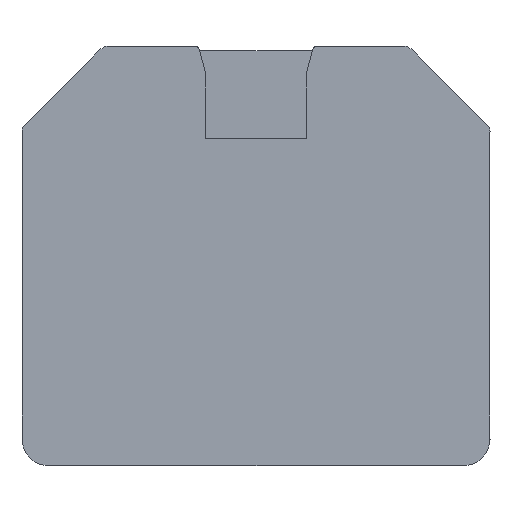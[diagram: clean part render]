
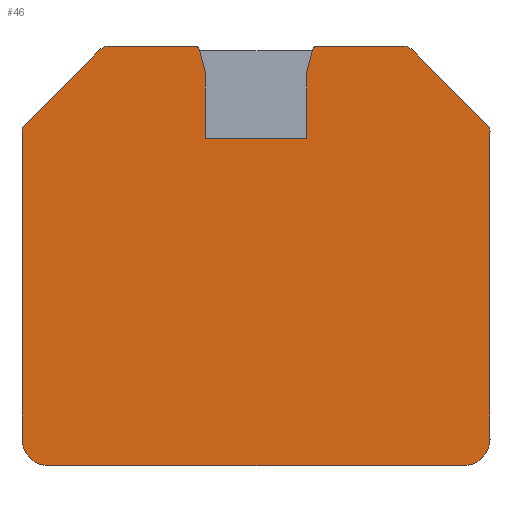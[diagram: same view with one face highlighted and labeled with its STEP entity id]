
A CAD part, left-side view. The second image highlights one B-rep face of the part: STEP entity #46.
In plain terms, the highlighted planar face has unit normal (-1, 0, 0).
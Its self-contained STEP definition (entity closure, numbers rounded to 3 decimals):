
#46=ADVANCED_FACE('',(#75),#76,.T.);
#75=FACE_OUTER_BOUND('',#131,.T.);
#76=PLANE('',#132);
#131=EDGE_LOOP('',(#187,#188,#189,#190,#191,#192,#193,#194,#195,#196,#197,#198,#199,#200,#201,#202,#203,#204,#205,#206));
#132=AXIS2_PLACEMENT_3D('',#207,#208,#209);
#187=ORIENTED_EDGE('',*,*,#427,.T.);
#188=ORIENTED_EDGE('',*,*,#428,.T.);
#189=ORIENTED_EDGE('',*,*,#429,.F.);
#190=ORIENTED_EDGE('',*,*,#430,.T.);
#191=ORIENTED_EDGE('',*,*,#431,.T.);
#192=ORIENTED_EDGE('',*,*,#432,.T.);
#193=ORIENTED_EDGE('',*,*,#433,.T.);
#194=ORIENTED_EDGE('',*,*,#434,.T.);
#195=ORIENTED_EDGE('',*,*,#435,.T.);
#196=ORIENTED_EDGE('',*,*,#436,.T.);
#197=ORIENTED_EDGE('',*,*,#437,.T.);
#198=ORIENTED_EDGE('',*,*,#438,.T.);
#199=ORIENTED_EDGE('',*,*,#439,.T.);
#200=ORIENTED_EDGE('',*,*,#440,.T.);
#201=ORIENTED_EDGE('',*,*,#441,.T.);
#202=ORIENTED_EDGE('',*,*,#442,.T.);
#203=ORIENTED_EDGE('',*,*,#443,.T.);
#204=ORIENTED_EDGE('',*,*,#444,.F.);
#205=ORIENTED_EDGE('',*,*,#445,.F.);
#206=ORIENTED_EDGE('',*,*,#446,.F.);
#207=CARTESIAN_POINT('',(0.,49.801,-18.728));
#208=DIRECTION('',(-1.0,0.0,0.));
#209=DIRECTION('',(0.,0.,-1.0));
#427=EDGE_CURVE('',#505,#506,#507,.T.);
#428=EDGE_CURVE('',#506,#508,#509,.T.);
#429=EDGE_CURVE('',#510,#508,#511,.T.);
#430=EDGE_CURVE('',#510,#512,#513,.T.);
#431=EDGE_CURVE('',#512,#514,#515,.T.);
#432=EDGE_CURVE('',#514,#516,#517,.T.);
#433=EDGE_CURVE('',#516,#518,#519,.T.);
#434=EDGE_CURVE('',#518,#520,#521,.T.);
#435=EDGE_CURVE('',#520,#522,#523,.T.);
#436=EDGE_CURVE('',#522,#524,#525,.T.);
#437=EDGE_CURVE('',#524,#526,#527,.T.);
#438=EDGE_CURVE('',#526,#528,#529,.T.);
#439=EDGE_CURVE('',#528,#530,#531,.T.);
#440=EDGE_CURVE('',#530,#532,#533,.T.);
#441=EDGE_CURVE('',#532,#534,#535,.T.);
#442=EDGE_CURVE('',#534,#536,#537,.T.);
#443=EDGE_CURVE('',#536,#538,#539,.T.);
#444=EDGE_CURVE('',#540,#538,#541,.T.);
#445=EDGE_CURVE('',#542,#540,#543,.T.);
#446=EDGE_CURVE('',#505,#542,#544,.T.);
#505=VERTEX_POINT('',#635);
#506=VERTEX_POINT('',#636);
#507=LINE('',#637,#638);
#508=VERTEX_POINT('',#639);
#509=CIRCLE('',#640,0.5);
#510=VERTEX_POINT('',#641);
#511=LINE('',#642,#643);
#512=VERTEX_POINT('',#644);
#513=CIRCLE('',#645,1.0);
#514=VERTEX_POINT('',#646);
#515=LINE('',#647,#648);
#516=VERTEX_POINT('',#649);
#517=CIRCLE('',#650,1.0);
#518=VERTEX_POINT('',#651);
#519=LINE('',#652,#653);
#520=VERTEX_POINT('',#654);
#521=CIRCLE('',#655,3.0);
#522=VERTEX_POINT('',#656);
#523=LINE('',#657,#658);
#524=VERTEX_POINT('',#659);
#525=CIRCLE('',#660,3.0);
#526=VERTEX_POINT('',#661);
#527=LINE('',#662,#663);
#528=VERTEX_POINT('',#664);
#529=CIRCLE('',#665,1.0);
#530=VERTEX_POINT('',#666);
#531=LINE('',#667,#668);
#532=VERTEX_POINT('',#669);
#533=CIRCLE('',#670,1.0);
#534=VERTEX_POINT('',#671);
#535=LINE('',#672,#673);
#536=VERTEX_POINT('',#674);
#537=CIRCLE('',#675,0.5);
#538=VERTEX_POINT('',#676);
#539=LINE('',#677,#678);
#540=VERTEX_POINT('',#679);
#541=LINE('',#680,#681);
#542=VERTEX_POINT('',#682);
#543=LINE('',#683,#684);
#544=LINE('',#685,#686);
#635=CARTESIAN_POINT('',(0.,34.63,-13.95));
#636=CARTESIAN_POINT('',(0.,35.334,-11.321));
#637=CARTESIAN_POINT('',(0.,34.63,-13.95));
#638=VECTOR('',#827,2.722);
#639=CARTESIAN_POINT('',(0.,35.817,-10.95));
#640=AXIS2_PLACEMENT_3D('',#828,#829,#830);
#641=CARTESIAN_POINT('',(0.,45.715,-10.95));
#642=CARTESIAN_POINT('',(0.,45.715,-10.95));
#643=VECTOR('',#831,9.898);
#644=CARTESIAN_POINT('',(0.,46.423,-11.243));
#645=AXIS2_PLACEMENT_3D('',#832,#833,#834);
#646=CARTESIAN_POINT('',(0.,55.037,-19.857));
#647=CARTESIAN_POINT('',(0.,46.423,-11.243));
#648=VECTOR('',#835,12.182);
#649=CARTESIAN_POINT('',(0.,55.33,-20.564));
#650=AXIS2_PLACEMENT_3D('',#836,#837,#838);
#651=CARTESIAN_POINT('',(0.,55.33,-55.25));
#652=CARTESIAN_POINT('',(0.,55.33,-20.564));
#653=VECTOR('',#839,34.686);
#654=CARTESIAN_POINT('',(0.,52.33,-58.25));
#655=AXIS2_PLACEMENT_3D('',#840,#841,#842);
#656=CARTESIAN_POINT('',(0.,5.53,-58.25));
#657=CARTESIAN_POINT('',(0.,52.33,-58.25));
#658=VECTOR('',#843,46.8);
#659=CARTESIAN_POINT('',(0.,2.53,-55.25));
#660=AXIS2_PLACEMENT_3D('',#844,#845,#846);
#661=CARTESIAN_POINT('',(0.,2.53,-20.564));
#662=CARTESIAN_POINT('',(0.,2.53,-55.25));
#663=VECTOR('',#847,34.686);
#664=CARTESIAN_POINT('',(0.,2.823,-19.857));
#665=AXIS2_PLACEMENT_3D('',#848,#849,#850);
#666=CARTESIAN_POINT('',(0.,11.437,-11.243));
#667=CARTESIAN_POINT('',(0.,2.823,-19.857));
#668=VECTOR('',#851,12.182);
#669=CARTESIAN_POINT('',(0.,12.144,-10.95));
#670=AXIS2_PLACEMENT_3D('',#852,#853,#854);
#671=CARTESIAN_POINT('',(0.,22.042,-10.95));
#672=CARTESIAN_POINT('',(0.,12.144,-10.95));
#673=VECTOR('',#855,9.898);
#674=CARTESIAN_POINT('',(0.,22.525,-11.321));
#675=AXIS2_PLACEMENT_3D('',#856,#857,#858);
#676=CARTESIAN_POINT('',(0.,23.23,-13.95));
#677=CARTESIAN_POINT('',(0.,22.525,-11.321));
#678=VECTOR('',#859,2.722);
#679=CARTESIAN_POINT('',(0.,23.23,-21.3));
#680=CARTESIAN_POINT('',(0.,23.23,-21.3));
#681=VECTOR('',#860,7.35);
#682=CARTESIAN_POINT('',(0.,34.63,-21.3));
#683=CARTESIAN_POINT('',(0.,34.63,-21.3));
#684=VECTOR('',#861,11.4);
#685=CARTESIAN_POINT('',(0.,34.63,-13.95));
#686=VECTOR('',#862,7.35);
#827=DIRECTION('',(0.,0.259,0.966));
#828=CARTESIAN_POINT('',(0.,35.817,-11.45));
#829=DIRECTION('',(-1.0,0.,0.));
#830=DIRECTION('',(0.,-0.966,0.259));
#831=DIRECTION('',(0.,-1.0,0.));
#832=CARTESIAN_POINT('',(0.,45.715,-11.95));
#833=DIRECTION('',(-1.0,0.0,0.));
#834=DIRECTION('',(0.,0.,1.0));
#835=DIRECTION('',(0.,0.707,-0.707));
#836=CARTESIAN_POINT('',(0.,54.33,-20.564));
#837=DIRECTION('',(-1.0,0.0,0.));
#838=DIRECTION('',(0.,0.707,0.707));
#839=DIRECTION('',(0.,0.,-1.0));
#840=CARTESIAN_POINT('',(0.,52.33,-55.25));
#841=DIRECTION('',(-1.0,0.0,0.));
#842=DIRECTION('',(0.,1.0,0.));
#843=DIRECTION('',(0.,-1.0,0.));
#844=CARTESIAN_POINT('',(0.,5.53,-55.25));
#845=DIRECTION('',(-1.0,0.0,0.));
#846=DIRECTION('',(0.,0.,-1.0));
#847=DIRECTION('',(0.,0.,1.0));
#848=CARTESIAN_POINT('',(0.,3.53,-20.564));
#849=DIRECTION('',(-1.0,0.0,0.));
#850=DIRECTION('',(0.,-1.0,0.));
#851=DIRECTION('',(0.,0.707,0.707));
#852=CARTESIAN_POINT('',(0.,12.144,-11.95));
#853=DIRECTION('',(-1.0,0.0,0.));
#854=DIRECTION('',(0.,-0.707,0.707));
#855=DIRECTION('',(0.,1.0,0.));
#856=CARTESIAN_POINT('',(0.,22.042,-11.45));
#857=DIRECTION('',(-1.0,0.0,0.));
#858=DIRECTION('',(0.,0.,1.0));
#859=DIRECTION('',(0.,0.259,-0.966));
#860=DIRECTION('',(0.,0.,1.0));
#861=DIRECTION('',(0.,-1.0,0.));
#862=DIRECTION('',(0.,0.,-1.0));
